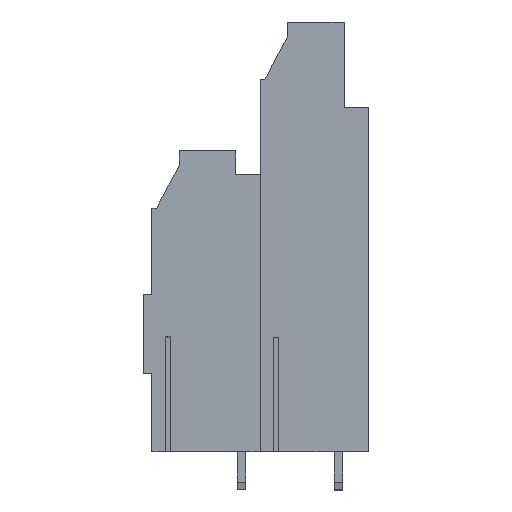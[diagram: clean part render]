
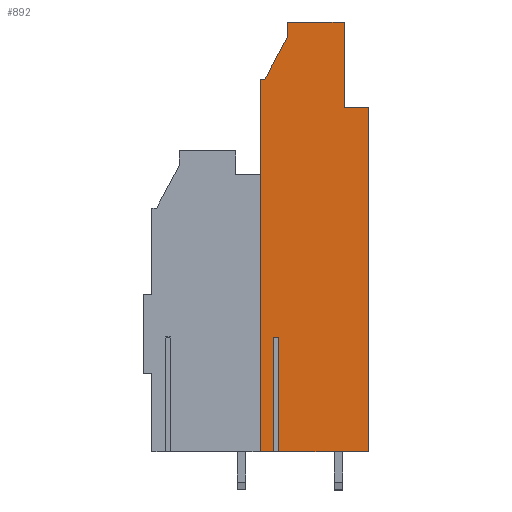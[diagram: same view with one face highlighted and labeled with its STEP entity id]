
A CAD part, top view. The second image highlights one B-rep face of the part: STEP entity #892.
In plain terms, the highlighted planar face has unit normal (0, 0, 1).
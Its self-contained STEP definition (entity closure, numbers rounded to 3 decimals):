
#892 = ADVANCED_FACE( '', ( #1821 ), #1822, .T. );
#1821 = FACE_OUTER_BOUND( '', #2795, .T. );
#1822 = PLANE( '', #2796 );
#2795 = EDGE_LOOP( '', ( #5380, #5381, #5382, #5383, #5384, #5385, #5386, #5387, #5388, #5389, #5390, #5391, #5392, #5393 ) );
#2796 = AXIS2_PLACEMENT_3D( '', #5394, #5395, #5396 );
#5380 = ORIENTED_EDGE( '', *, *, #7192, .T. );
#5381 = ORIENTED_EDGE( '', *, *, #6741, .T. );
#5382 = ORIENTED_EDGE( '', *, *, #6938, .T. );
#5383 = ORIENTED_EDGE( '', *, *, #6543, .T. );
#5384 = ORIENTED_EDGE( '', *, *, #6672, .T. );
#5385 = ORIENTED_EDGE( '', *, *, #6464, .T. );
#5386 = ORIENTED_EDGE( '', *, *, #7193, .T. );
#5387 = ORIENTED_EDGE( '', *, *, #6477, .T. );
#5388 = ORIENTED_EDGE( '', *, *, #6356, .T. );
#5389 = ORIENTED_EDGE( '', *, *, #6539, .T. );
#5390 = ORIENTED_EDGE( '', *, *, #7153, .T. );
#5391 = ORIENTED_EDGE( '', *, *, #7194, .T. );
#5392 = ORIENTED_EDGE( '', *, *, #7195, .F. );
#5393 = ORIENTED_EDGE( '', *, *, #6547, .T. );
#5394 = CARTESIAN_POINT( '', ( 16.6, 22.5, 0. ) );
#5395 = DIRECTION( '', ( 0., 0., 1. ) );
#5396 = DIRECTION( '', ( 1., 0., 0. ) );
#6356 = EDGE_CURVE( '', #7792, #7790, #7793, .T. );
#6464 = EDGE_CURVE( '', #7971, #7969, #7972, .T. );
#6477 = EDGE_CURVE( '', #7990, #7792, #7991, .T. );
#6539 = EDGE_CURVE( '', #7790, #8093, #8095, .T. );
#6543 = EDGE_CURVE( '', #8101, #8099, #8102, .T. );
#6547 = EDGE_CURVE( '', #8109, #8107, #8110, .T. );
#6672 = EDGE_CURVE( '', #8099, #7971, #8304, .T. );
#6741 = EDGE_CURVE( '', #8407, #8409, #8411, .T. );
#6938 = EDGE_CURVE( '', #8409, #8101, #8693, .T. );
#7153 = EDGE_CURVE( '', #8093, #8969, #8971, .T. );
#7192 = EDGE_CURVE( '', #8107, #8407, #9014, .T. );
#7193 = EDGE_CURVE( '', #7969, #7990, #9015, .T. );
#7194 = EDGE_CURVE( '', #8969, #8977, #9016, .T. );
#7195 = EDGE_CURVE( '', #8109, #8977, #9017, .T. );
#7790 = VERTEX_POINT( '', #9832 );
#7792 = VERTEX_POINT( '', #9835 );
#7793 = LINE( '', #9836, #9837 );
#7969 = VERTEX_POINT( '', #10092 );
#7971 = VERTEX_POINT( '', #10095 );
#7972 = LINE( '', #10096, #10097 );
#7990 = VERTEX_POINT( '', #10124 );
#7991 = LINE( '', #10125, #10126 );
#8093 = VERTEX_POINT( '', #10278 );
#8095 = LINE( '', #10281, #10282 );
#8099 = VERTEX_POINT( '', #10287 );
#8101 = VERTEX_POINT( '', #10290 );
#8102 = LINE( '', #10291, #10292 );
#8107 = VERTEX_POINT( '', #10299 );
#8109 = VERTEX_POINT( '', #10302 );
#8110 = LINE( '', #10303, #10304 );
#8304 = LINE( '', #10594, #10595 );
#8407 = VERTEX_POINT( '', #10745 );
#8409 = VERTEX_POINT( '', #10748 );
#8411 = LINE( '', #10751, #10752 );
#8693 = LINE( '', #11164, #11165 );
#8969 = VERTEX_POINT( '', #11584 );
#8971 = LINE( '', #11587, #11588 );
#8977 = VERTEX_POINT( '', #11597 );
#9014 = LINE( '', #11652, #11653 );
#9015 = LINE( '', #11654, #11655 );
#9016 = LINE( '', #11656, #11657 );
#9017 = LINE( '', #11658, #11659 );
#9832 = CARTESIAN_POINT( '', ( 14.25, 43.5, 0. ) );
#9835 = CARTESIAN_POINT( '', ( 14.25, 45., 0. ) );
#9836 = CARTESIAN_POINT( '', ( 14.25, 45., 0. ) );
#9837 = VECTOR( '', #12066, 1000. );
#10092 = CARTESIAN_POINT( '', ( 20.15, 36., 0. ) );
#10095 = CARTESIAN_POINT( '', ( 22.7, 36., 0. ) );
#10096 = CARTESIAN_POINT( '', ( 22.7, 36., 0. ) );
#10097 = VECTOR( '', #12162, 1000. );
#10124 = CARTESIAN_POINT( '', ( 20.15, 45., 0. ) );
#10125 = CARTESIAN_POINT( '', ( 20.15, 45., 0. ) );
#10126 = VECTOR( '', #12172, 1000. );
#10278 = CARTESIAN_POINT( '', ( 11.85, 39., 0. ) );
#10281 = CARTESIAN_POINT( '', ( 14.25, 43.5, 0. ) );
#10282 = VECTOR( '', #12230, 1000. );
#10287 = CARTESIAN_POINT( '', ( 22.7, 0., 0. ) );
#10290 = CARTESIAN_POINT( '', ( 13.304, 0., 0. ) );
#10291 = CARTESIAN_POINT( '', ( 13.304, 0., 0. ) );
#10292 = VECTOR( '', #12233, 1000. );
#10299 = CARTESIAN_POINT( '', ( 12.796, 0., 0. ) );
#10302 = CARTESIAN_POINT( '', ( 11.35, 0., 0. ) );
#10303 = CARTESIAN_POINT( '', ( 11.35, 0., 0. ) );
#10304 = VECTOR( '', #12237, 1000. );
#10594 = CARTESIAN_POINT( '', ( 22.7, 0., 0. ) );
#10595 = VECTOR( '', #12340, 1000. );
#10745 = CARTESIAN_POINT( '', ( 12.796, 12., 0. ) );
#10748 = CARTESIAN_POINT( '', ( 13.304, 12., 0. ) );
#10751 = CARTESIAN_POINT( '', ( 12.796, 12., 0. ) );
#10752 = VECTOR( '', #12402, 1000. );
#11164 = CARTESIAN_POINT( '', ( 13.304, 12., 0. ) );
#11165 = VECTOR( '', #12578, 1000. );
#11584 = CARTESIAN_POINT( '', ( 11.35, 39., 0. ) );
#11587 = CARTESIAN_POINT( '', ( 11.85, 39., 0. ) );
#11588 = VECTOR( '', #12750, 1000. );
#11597 = CARTESIAN_POINT( '', ( 11.35, 29., 0. ) );
#11652 = CARTESIAN_POINT( '', ( 12.796, 0., 0. ) );
#11653 = VECTOR( '', #12778, 1000. );
#11654 = CARTESIAN_POINT( '', ( 20.15, 36., 0. ) );
#11655 = VECTOR( '', #12779, 1000. );
#11656 = CARTESIAN_POINT( '', ( 11.35, 0., 0. ) );
#11657 = VECTOR( '', #12780, 1000. );
#11658 = CARTESIAN_POINT( '', ( 11.35, 0., 0. ) );
#11659 = VECTOR( '', #12781, 1000. );
#12066 = DIRECTION( '', ( 0., -1., 0. ) );
#12162 = DIRECTION( '', ( -1., 0., 0. ) );
#12172 = DIRECTION( '', ( -1., 0., 0. ) );
#12230 = DIRECTION( '', ( -0.471, -0.882, 0. ) );
#12233 = DIRECTION( '', ( 1., 0., 0. ) );
#12237 = DIRECTION( '', ( 1., 0., 0. ) );
#12340 = DIRECTION( '', ( 0., 1., 0. ) );
#12402 = DIRECTION( '', ( 1., 0., 0. ) );
#12578 = DIRECTION( '', ( 0., -1., 0. ) );
#12750 = DIRECTION( '', ( -1., 0., 0. ) );
#12778 = DIRECTION( '', ( 0., 1., 0. ) );
#12779 = DIRECTION( '', ( 0., 1., 0. ) );
#12780 = DIRECTION( '', ( 0., -1., 0. ) );
#12781 = DIRECTION( '', ( 0., 1., 0. ) );
